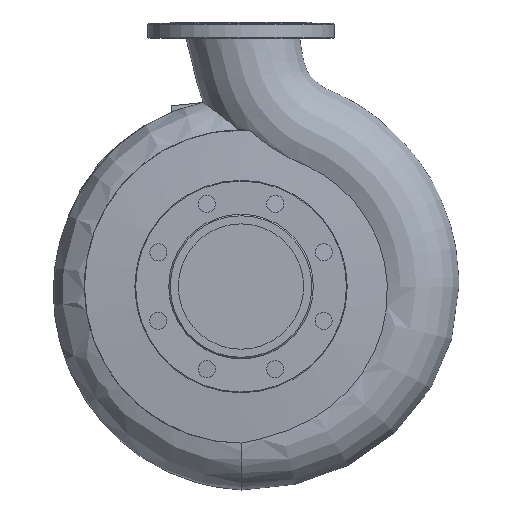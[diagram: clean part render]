
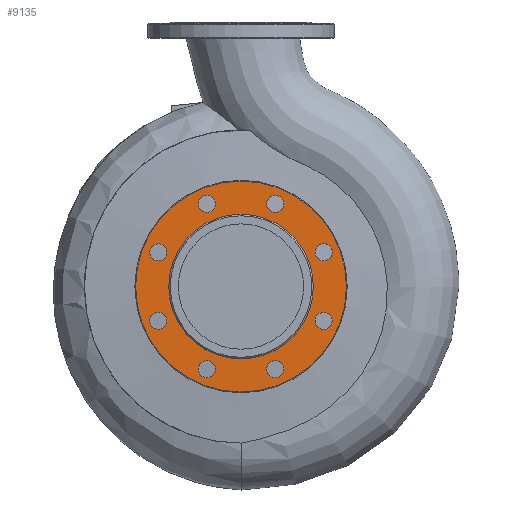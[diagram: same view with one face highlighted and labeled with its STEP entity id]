
A CAD part, left-side view. The second image highlights one B-rep face of the part: STEP entity #9135.
In plain terms, the highlighted planar face has unit normal (-1, 0, 0).
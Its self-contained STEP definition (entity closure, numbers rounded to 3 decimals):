
#325=FACE_BOUND('',#1967,.T.);
#326=FACE_BOUND('',#1968,.T.);
#327=FACE_BOUND('',#1969,.T.);
#328=FACE_BOUND('',#1970,.T.);
#329=FACE_BOUND('',#1971,.T.);
#330=FACE_BOUND('',#1972,.T.);
#331=FACE_BOUND('',#1973,.T.);
#332=FACE_BOUND('',#1974,.T.);
#333=FACE_BOUND('',#1975,.T.);
#511=CIRCLE('',#9812,11.5);
#513=CIRCLE('',#9815,11.5);
#515=CIRCLE('',#9818,11.5);
#517=CIRCLE('',#9821,11.5);
#519=CIRCLE('',#9824,11.5);
#521=CIRCLE('',#9827,11.5);
#523=CIRCLE('',#9830,11.5);
#525=CIRCLE('',#9833,11.5);
#526=CIRCLE('',#9835,97.);
#528=CIRCLE('',#9838,141.5);
#941=PLANE('',#9837);
#1335=FACE_OUTER_BOUND('',#1966,.T.);
#1966=EDGE_LOOP('',(#7203));
#1967=EDGE_LOOP('',(#7204));
#1968=EDGE_LOOP('',(#7205));
#1969=EDGE_LOOP('',(#7206));
#1970=EDGE_LOOP('',(#7207));
#1971=EDGE_LOOP('',(#7208));
#1972=EDGE_LOOP('',(#7209));
#1973=EDGE_LOOP('',(#7210));
#1974=EDGE_LOOP('',(#7211));
#1975=EDGE_LOOP('',(#7212));
#4347=VERTEX_POINT('',#15062);
#4349=VERTEX_POINT('',#15067);
#4351=VERTEX_POINT('',#15072);
#4353=VERTEX_POINT('',#15077);
#4355=VERTEX_POINT('',#15082);
#4357=VERTEX_POINT('',#15087);
#4359=VERTEX_POINT('',#15092);
#4361=VERTEX_POINT('',#15097);
#4362=VERTEX_POINT('',#15100);
#4364=VERTEX_POINT('',#15105);
#5389=EDGE_CURVE('',#4347,#4347,#511,.T.);
#5391=EDGE_CURVE('',#4349,#4349,#513,.T.);
#5393=EDGE_CURVE('',#4351,#4351,#515,.T.);
#5395=EDGE_CURVE('',#4353,#4353,#517,.T.);
#5397=EDGE_CURVE('',#4355,#4355,#519,.T.);
#5399=EDGE_CURVE('',#4357,#4357,#521,.T.);
#5401=EDGE_CURVE('',#4359,#4359,#523,.T.);
#5403=EDGE_CURVE('',#4361,#4361,#525,.T.);
#5404=EDGE_CURVE('',#4362,#4362,#526,.T.);
#5406=EDGE_CURVE('',#4364,#4364,#528,.T.);
#7203=ORIENTED_EDGE('',*,*,#5406,.T.);
#7204=ORIENTED_EDGE('',*,*,#5389,.F.);
#7205=ORIENTED_EDGE('',*,*,#5391,.F.);
#7206=ORIENTED_EDGE('',*,*,#5393,.F.);
#7207=ORIENTED_EDGE('',*,*,#5395,.F.);
#7208=ORIENTED_EDGE('',*,*,#5397,.F.);
#7209=ORIENTED_EDGE('',*,*,#5399,.F.);
#7210=ORIENTED_EDGE('',*,*,#5401,.F.);
#7211=ORIENTED_EDGE('',*,*,#5403,.F.);
#7212=ORIENTED_EDGE('',*,*,#5404,.F.);
#9135=ADVANCED_FACE('',(#1335,#325,#326,#327,#328,#329,#330,#331,#332,#333),
#941,.F.);
#9812=AXIS2_PLACEMENT_3D('',#15063,#11427,#11428);
#9815=AXIS2_PLACEMENT_3D('',#15068,#11433,#11434);
#9818=AXIS2_PLACEMENT_3D('',#15073,#11439,#11440);
#9821=AXIS2_PLACEMENT_3D('',#15078,#11445,#11446);
#9824=AXIS2_PLACEMENT_3D('',#15083,#11451,#11452);
#9827=AXIS2_PLACEMENT_3D('',#15088,#11457,#11458);
#9830=AXIS2_PLACEMENT_3D('',#15093,#11463,#11464);
#9833=AXIS2_PLACEMENT_3D('',#15098,#11469,#11470);
#9835=AXIS2_PLACEMENT_3D('',#15101,#11473,#11474);
#9837=AXIS2_PLACEMENT_3D('',#15104,#11477,#11478);
#9838=AXIS2_PLACEMENT_3D('',#15106,#11479,#11480);
#11427=DIRECTION('center_axis',(-1.,0.,0.));
#11428=DIRECTION('ref_axis',(0.,0.707,-0.707));
#11433=DIRECTION('center_axis',(-1.,0.,0.));
#11434=DIRECTION('ref_axis',(0.,1.,0.));
#11439=DIRECTION('center_axis',(-1.,0.,0.));
#11440=DIRECTION('ref_axis',(0.,0.707,0.707));
#11445=DIRECTION('center_axis',(-1.,0.,0.));
#11446=DIRECTION('ref_axis',(0.,0.,
1.));
#11451=DIRECTION('center_axis',(-1.,0.,0.));
#11452=DIRECTION('ref_axis',(0.,-0.707,0.707));
#11457=DIRECTION('center_axis',(-1.,0.,0.));
#11458=DIRECTION('ref_axis',(0.,-1.,0.));
#11463=DIRECTION('center_axis',(-1.,0.,0.));
#11464=DIRECTION('ref_axis',(0.,-0.707,-0.707));
#11469=DIRECTION('center_axis',(-1.,0.,0.));
#11470=DIRECTION('ref_axis',(0.,0.,-1.));
#11473=DIRECTION('center_axis',(-1.,0.,0.));
#11474=DIRECTION('ref_axis',(0.,-1.,0.));
#11477=DIRECTION('center_axis',(1.,0.,0.));
#11478=DIRECTION('ref_axis',(0.,0.,1.));
#11479=DIRECTION('center_axis',(-1.,0.,0.));
#11480=DIRECTION('ref_axis',(0.,-1.,0.));
#15062=CARTESIAN_POINT('',(-138.,-118.997,142.21));
#15063=CARTESIAN_POINT('Origin',(-138.,-110.866,134.078));
#15067=CARTESIAN_POINT('',(-138.,-57.422,69.134));
#15068=CARTESIAN_POINT('Origin',(-138.,-45.922,69.134));
#15072=CARTESIAN_POINT('',(-138.,37.79,61.003));
#15073=CARTESIAN_POINT('Origin',(-138.,45.922,69.134));
#15077=CARTESIAN_POINT('',(-138.,110.866,122.578));
#15078=CARTESIAN_POINT('Origin',(-138.,110.866,134.078));
#15082=CARTESIAN_POINT('',(-138.,118.997,217.79));
#15083=CARTESIAN_POINT('Origin',(-138.,110.866,225.922));
#15087=CARTESIAN_POINT('',(-138.,57.422,290.866));
#15088=CARTESIAN_POINT('Origin',(-138.,45.922,290.866));
#15092=CARTESIAN_POINT('',(-138.,-37.79,298.997));
#15093=CARTESIAN_POINT('Origin',(-138.,-45.922,290.866));
#15097=CARTESIAN_POINT('',(-138.,-110.866,237.422));
#15098=CARTESIAN_POINT('Origin',(-138.,-110.866,225.922));
#15100=CARTESIAN_POINT('',(-138.,-97.,180.));
#15101=CARTESIAN_POINT('Origin',(-138.,0.,180.));
#15104=CARTESIAN_POINT('Origin',(-138.,-119.25,180.));
#15105=CARTESIAN_POINT('',(-138.,-141.5,180.));
#15106=CARTESIAN_POINT('Origin',(-138.,0.,180.));
